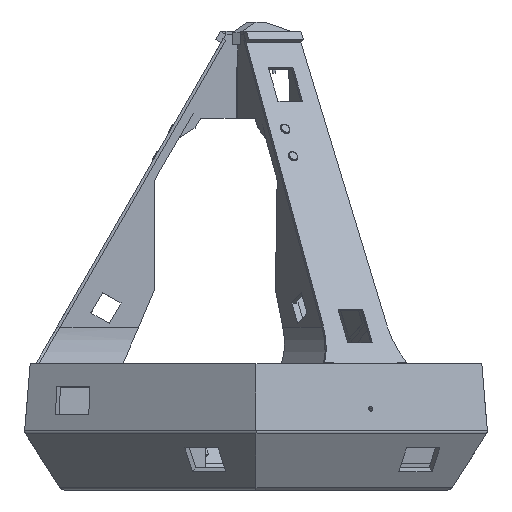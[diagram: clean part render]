
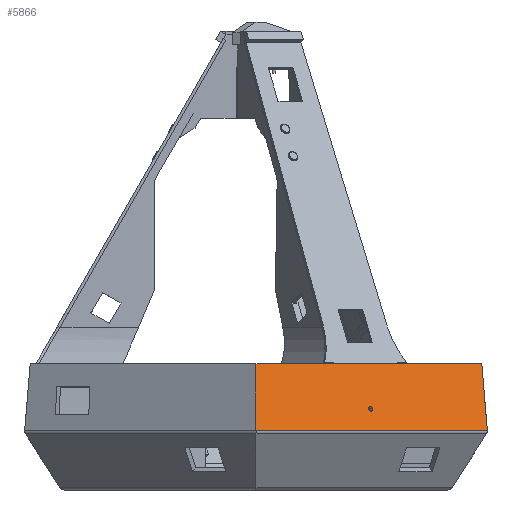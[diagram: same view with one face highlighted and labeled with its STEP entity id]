
A CAD part, left-side view. The second image highlights one B-rep face of the part: STEP entity #5866.
In plain terms, the highlighted planar face has unit normal (-0.863, -0.498, 0.083).
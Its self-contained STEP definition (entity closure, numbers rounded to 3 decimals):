
#5534=CARTESIAN_POINT('Vertex',(-24.777,-26.629,23.588)) ;
#5539=CARTESIAN_POINT('Line Origine',(-25.082,-27.157,17.256)) ;
#5543=CARTESIAN_POINT('Vertex',(-25.387,-27.685,10.924)) ;
#5788=CARTESIAN_POINT('Axis2P3D Location',(-37.671,-5.463,16.588)) ;
#5793=CARTESIAN_POINT('Line Origine',(-37.166,-5.171,23.588)) ;
#5797=CARTESIAN_POINT('Vertex',(-49.555,16.287,23.588)) ;
#5800=CARTESIAN_POINT('Line Origine',(-50.165,16.287,17.256)) ;
#5804=CARTESIAN_POINT('Vertex',(-50.774,16.287,10.924)) ;
#5807=CARTESIAN_POINT('Line Origine',(-38.08,-5.699,10.924)) ;
#5819=CARTESIAN_POINT('Control Point',(-37.558,-5.917,15.038)) ;
#5820=CARTESIAN_POINT('Control Point',(-37.563,-5.92,14.973)) ;
#5821=CARTESIAN_POINT('Control Point',(-37.574,-5.912,14.907)) ;
#5822=CARTESIAN_POINT('Control Point',(-37.59,-5.894,14.844)) ;
#5823=CARTESIAN_POINT('Control Point',(-37.633,-5.838,14.73)) ;
#5824=CARTESIAN_POINT('Control Point',(-37.692,-5.751,14.649)) ;
#5825=CARTESIAN_POINT('Control Point',(-37.724,-5.7,14.618)) ;
#5826=CARTESIAN_POINT('Control Point',(-37.791,-5.591,14.579)) ;
#5827=CARTESIAN_POINT('Control Point',(-37.856,-5.475,14.588)) ;
#5828=CARTESIAN_POINT('Control Point',(-37.888,-5.419,14.605)) ;
#5829=CARTESIAN_POINT('Control Point',(-37.944,-5.311,14.661)) ;
#5830=CARTESIAN_POINT('Control Point',(-37.984,-5.227,14.757)) ;
#5831=CARTESIAN_POINT('Control Point',(-37.999,-5.192,14.813)) ;
#5832=CARTESIAN_POINT('Control Point',(-38.01,-5.159,14.893)) ;
#5833=CARTESIAN_POINT('Control Point',(-38.011,-5.143,14.978)) ;
#5834=CARTESIAN_POINT('Control Point',(-38.011,-5.14,14.998)) ;
#5835=CARTESIAN_POINT('Control Point',(-38.01,-5.138,15.018)) ;
#5836=CARTESIAN_POINT('Control Point',(-38.008,-5.137,15.038)) ;
#5837=CARTESIAN_POINT('Vertex',(-37.558,-5.917,15.038)) ;
#5839=CARTESIAN_POINT('Vertex',(-38.008,-5.137,15.038)) ;
#5843=CARTESIAN_POINT('Control Point',(-38.008,-5.137,15.038)) ;
#5844=CARTESIAN_POINT('Control Point',(-38.004,-5.135,15.104)) ;
#5845=CARTESIAN_POINT('Control Point',(-37.993,-5.142,15.169)) ;
#5846=CARTESIAN_POINT('Control Point',(-37.976,-5.16,15.232)) ;
#5847=CARTESIAN_POINT('Control Point',(-37.933,-5.216,15.346)) ;
#5848=CARTESIAN_POINT('Control Point',(-37.875,-5.304,15.428)) ;
#5849=CARTESIAN_POINT('Control Point',(-37.843,-5.354,15.459)) ;
#5850=CARTESIAN_POINT('Control Point',(-37.776,-5.463,15.497)) ;
#5851=CARTESIAN_POINT('Control Point',(-37.71,-5.579,15.488)) ;
#5852=CARTESIAN_POINT('Control Point',(-37.679,-5.636,15.471)) ;
#5853=CARTESIAN_POINT('Control Point',(-37.623,-5.743,15.415)) ;
#5854=CARTESIAN_POINT('Control Point',(-37.583,-5.828,15.32)) ;
#5855=CARTESIAN_POINT('Control Point',(-37.568,-5.862,15.264)) ;
#5856=CARTESIAN_POINT('Control Point',(-37.557,-5.895,15.184)) ;
#5857=CARTESIAN_POINT('Control Point',(-37.556,-5.911,15.099)) ;
#5858=CARTESIAN_POINT('Control Point',(-37.556,-5.914,15.079)) ;
#5859=CARTESIAN_POINT('Control Point',(-37.557,-5.916,15.058)) ;
#5860=CARTESIAN_POINT('Control Point',(-37.558,-5.917,15.038)) ;
#5540=DIRECTION('Vector Direction',(-0.048,-0.083,-0.995)) ;
#5789=DIRECTION('Axis2P3D Direction',(-0.863,-0.498,0.083)) ;
#5790=DIRECTION('Axis2P3D XDirection',(-0.096,0.,-0.995)) ;
#5794=DIRECTION('Vector Direction',(0.5,-0.866,0.)) ;
#5801=DIRECTION('Vector Direction',(-0.096,0.,-0.995)) ;
#5808=DIRECTION('Vector Direction',(-0.5,0.866,0.)) ;
#5791=AXIS2_PLACEMENT_3D('Plane Axis2P3D',#5788,#5789,#5790) ;
#5813=ORIENTED_EDGE('',*,*,#5799,.F.) ;
#5814=ORIENTED_EDGE('',*,*,#5806,.T.) ;
#5815=ORIENTED_EDGE('',*,*,#5811,.T.) ;
#5816=ORIENTED_EDGE('',*,*,#5545,.F.) ;
#5863=ORIENTED_EDGE('',*,*,#5841,.T.) ;
#5864=ORIENTED_EDGE('',*,*,#5861,.T.) ;
#5865=FACE_BOUND('',#5862,.T.) ;
#5541=VECTOR('Line Direction',#5540,1.) ;
#5795=VECTOR('Line Direction',#5794,1.) ;
#5802=VECTOR('Line Direction',#5801,1.) ;
#5809=VECTOR('Line Direction',#5808,1.) ;
#5866=ADVANCED_FACE('Shell-Base_1.0.1\\Brep With Voids',(#5817,#5865),#5792,.T.) ;
#5818=B_SPLINE_CURVE_WITH_KNOTS('',5,(#5819,#5820,#5821,#5822,#5823,#5824,#5825,#5826,#5827,#5828,#5829,#5830,#5831,#5832,#5833,#5834,#5835,#5836),.UNSPECIFIED.,.F.,.U.,(6,3,3,3,3,6),(0.,0.468,0.934,1.4,1.867,2.011),.UNSPECIFIED.) ;
#5842=B_SPLINE_CURVE_WITH_KNOTS('',5,(#5843,#5844,#5845,#5846,#5847,#5848,#5849,#5850,#5851,#5852,#5853,#5854,#5855,#5856,#5857,#5858,#5859,#5860),.UNSPECIFIED.,.F.,.U.,(6,3,3,3,3,6),(0.,0.468,0.934,1.4,1.867,2.011),.UNSPECIFIED.) ;
#5545=EDGE_CURVE('',#5535,#5544,#5542,.T.) ;
#5799=EDGE_CURVE('',#5798,#5535,#5796,.T.) ;
#5806=EDGE_CURVE('',#5798,#5805,#5803,.T.) ;
#5811=EDGE_CURVE('',#5805,#5544,#5810,.F.) ;
#5841=EDGE_CURVE('',#5838,#5840,#5818,.T.) ;
#5861=EDGE_CURVE('',#5840,#5838,#5842,.T.) ;
#5812=EDGE_LOOP('',(#5813,#5814,#5815,#5816)) ;
#5862=EDGE_LOOP('',(#5863,#5864)) ;
#5817=FACE_OUTER_BOUND('',#5812,.T.) ;
#5542=LINE('Line',#5539,#5541) ;
#5796=LINE('Line',#5793,#5795) ;
#5803=LINE('Line',#5800,#5802) ;
#5810=LINE('Line',#5807,#5809) ;
#5792=PLANE('Plane',#5791) ;
#5535=VERTEX_POINT('',#5534) ;
#5544=VERTEX_POINT('',#5543) ;
#5798=VERTEX_POINT('',#5797) ;
#5805=VERTEX_POINT('',#5804) ;
#5838=VERTEX_POINT('',#5837) ;
#5840=VERTEX_POINT('',#5839) ;
